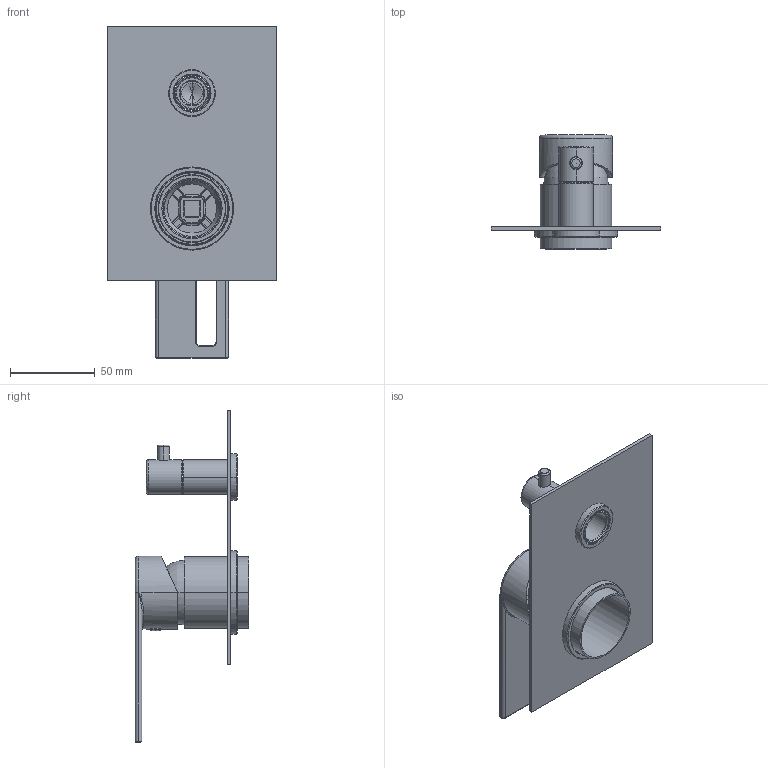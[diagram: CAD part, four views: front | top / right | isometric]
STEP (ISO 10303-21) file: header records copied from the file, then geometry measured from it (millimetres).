
FILE_DESCRIPTION((''),'2;1');
FILE_NAME('AOTT608E001','2022-09-01T18:46:00',('Michela Ferrini'),(''),'CREO PARAMETRIC BY PTC INC, 2020281','CREO PARAMETRIC BY PTC INC, 2020281','');
FILE_SCHEMA(('CONFIG_CONTROL_DESIGN'));
Length unit declared in the file: millimetre
Products named in the file (12): SINMAC0008; SCCMAC0005; AOTT005C002; SPLMAC0001; SDVMAC0005; AOTT005C003; AOTT005C004; AOTT608C001; AOTT608C002; AOTT608C003; AOTT608W001; AOTT608E001
Assembly tree (11 placements, depth 3):
  AOTT608E001
    SINMAC0008
    SCCMAC0005
    AOTT005C002
    SPLMAC0001
    SDVMAC0005
    AOTT005C003
    AOTT005C004
    AOTT608W001
      AOTT608C001
      AOTT608C002
      AOTT608C003
Bounding box: 100 x 67.1 x 195.5 mm (x, y, z)
Volume: 60278.8 mm3; surface area: 67166.6 mm2
Topology: 10 solids, 13 shells, 387 faces, 892 edges, 544 vertices
Faces by surface type: cylinder 133, plane 79, bspline 70, cone 49, torus 46, sphere 10
Entity records: 14671 total; most frequent: CARTESIAN_POINT 5863, DIRECTION 1870, ORIENTED_EDGE 1728, EDGE_CURVE 871, AXIS2_PLACEMENT_3D 776, VERTEX_POINT 514, EDGE_LOOP 419, CIRCLE 399
